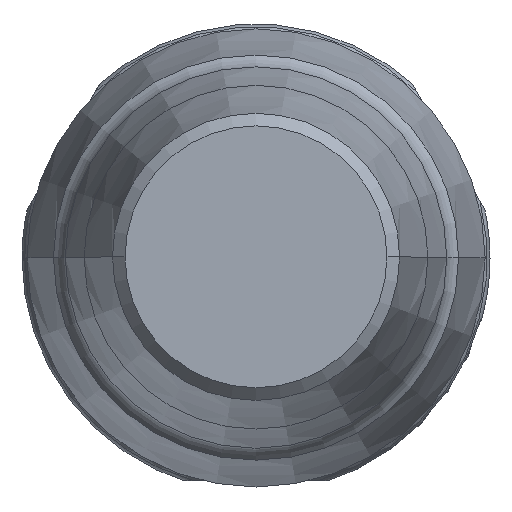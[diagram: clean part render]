
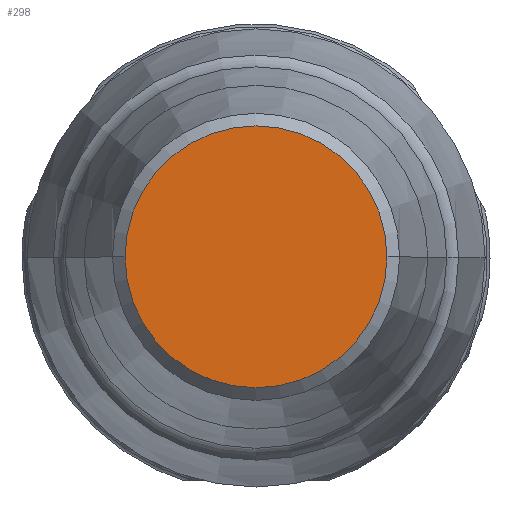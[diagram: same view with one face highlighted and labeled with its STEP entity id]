
A CAD part, top view. The second image highlights one B-rep face of the part: STEP entity #298.
In plain terms, the highlighted planar face has unit normal (0, 0, 1).
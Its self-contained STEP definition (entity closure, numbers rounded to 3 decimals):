
#56=PLANE('',#1334);
#298=ADVANCED_FACE('',(#384),#56,.F.);
#384=FACE_OUTER_BOUND('',#458,.T.);
#458=EDGE_LOOP('',(#801,#802));
#801=ORIENTED_EDGE('',*,*,#970,.F.);
#802=ORIENTED_EDGE('',*,*,#1052,.F.);
#848=VERTEX_POINT('',#1841);
#849=VERTEX_POINT('',#1842);
#970=EDGE_CURVE('',#848,#849,#1124,.T.);
#1052=EDGE_CURVE('',#849,#848,#1151,.T.);
#1124=CIRCLE('',#1242,3.12);
#1151=CIRCLE('',#1288,3.12);
#1242=AXIS2_PLACEMENT_3D('',#1840,#1476,#1477);
#1288=AXIS2_PLACEMENT_3D('',#2270,#1585,#1586);
#1334=AXIS2_PLACEMENT_3D('',#2396,#1691,#1692);
#1476=DIRECTION('',(0.,0.,-1.));
#1477=DIRECTION('',(0.,-1.,0.));
#1585=DIRECTION('',(0.,0.,-1.));
#1586=DIRECTION('',(0.,-1.,0.));
#1691=DIRECTION('',(0.,0.,-1.));
#1692=DIRECTION('',(0.,1.,0.));
#1840=CARTESIAN_POINT('',(0.,0.,
15.1));
#1841=CARTESIAN_POINT('',(-3.12,0.,15.1));
#1842=CARTESIAN_POINT('',(3.12,0.,15.1));
#2270=CARTESIAN_POINT('',(0.,0.,
15.1));
#2396=CARTESIAN_POINT('',(5.,10.,15.1));
